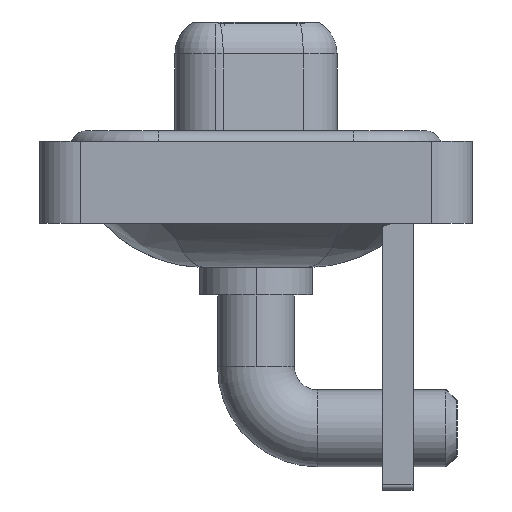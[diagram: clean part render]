
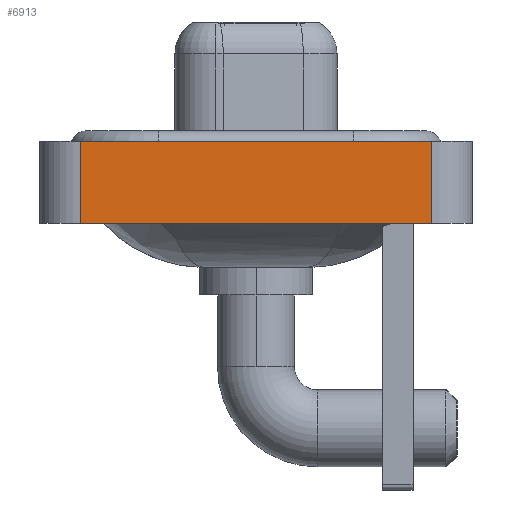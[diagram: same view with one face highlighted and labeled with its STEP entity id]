
A CAD part, left-side view. The second image highlights one B-rep face of the part: STEP entity #6913.
In plain terms, the highlighted planar face has unit normal (-1, 0, 0).
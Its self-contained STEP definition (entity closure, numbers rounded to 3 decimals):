
#2193 = ORIENTED_EDGE ( 'NONE', *, *, #10493, .T. ) ;
#3261 = VECTOR ( 'NONE', #10116, 1000. ) ;
#3264 = CARTESIAN_POINT ( 'NONE',  ( -7.25, -8.55, -3.6 ) ) ;
#3810 = VERTEX_POINT ( 'NONE', #16545 ) ;
#4548 = LINE ( 'NONE', #5899, #3261 ) ;
#4638 = DIRECTION ( 'NONE',  ( -1., 0., 0. ) ) ;
#5899 = CARTESIAN_POINT ( 'NONE',  ( -7.25, -8.55, 0.4 ) ) ;
#5960 = DIRECTION ( 'NONE',  ( 0., 0., 1. ) ) ;
#6456 = ORIENTED_EDGE ( 'NONE', *, *, #8793, .T. ) ;
#6913 = ADVANCED_FACE ( 'NONE', ( #8839 ), #15553, .T. ) ;
#6949 = VECTOR ( 'NONE', #12508, 1000. ) ;
#7171 = CARTESIAN_POINT ( 'NONE',  ( -7.25, -8.55, -3.6 ) ) ;
#7491 = CARTESIAN_POINT ( 'NONE',  ( -7.25, -8.55, -3.6 ) ) ;
#7823 = CARTESIAN_POINT ( 'NONE',  ( -7.25, -8.55, -3.6 ) ) ;
#8196 = VECTOR ( 'NONE', #5960, 1000. ) ;
#8516 = LINE ( 'NONE', #7171, #6949 ) ;
#8579 = LINE ( 'NONE', #8662, #12332 ) ;
#8662 = CARTESIAN_POINT ( 'NONE',  ( -7.25, 8.55, -3.6 ) ) ;
#8793 = EDGE_CURVE ( 'NONE', #3810, #13703, #8516, .T. ) ;
#8839 = FACE_OUTER_BOUND ( 'NONE', #12049, .T. ) ;
#9172 = EDGE_CURVE ( 'NONE', #13458, #16984, #4548, .T. ) ;
#9591 = LINE ( 'NONE', #3264, #8196 ) ;
#9746 = CARTESIAN_POINT ( 'NONE',  ( -7.25, -8.55, 0.4 ) ) ;
#10116 = DIRECTION ( 'NONE',  ( 0., -1., 0. ) ) ;
#10493 = EDGE_CURVE ( 'NONE', #13703, #16984, #9591, .T. ) ;
#12049 = EDGE_LOOP ( 'NONE', ( #2193, #14974, #16710, #6456 ) ) ;
#12186 = AXIS2_PLACEMENT_3D ( 'NONE', #7491, #4638, #14179 ) ;
#12332 = VECTOR ( 'NONE', #13099, 1000. ) ;
#12508 = DIRECTION ( 'NONE',  ( 0., -1., 0. ) ) ;
#13099 = DIRECTION ( 'NONE',  ( 0., 0., 1. ) ) ;
#13458 = VERTEX_POINT ( 'NONE', #15616 ) ;
#13703 = VERTEX_POINT ( 'NONE', #7823 ) ;
#14179 = DIRECTION ( 'NONE',  ( 0., 0., 1. ) ) ;
#14974 = ORIENTED_EDGE ( 'NONE', *, *, #9172, .F. ) ;
#15553 = PLANE ( 'NONE',  #12186 ) ;
#15616 = CARTESIAN_POINT ( 'NONE',  ( -7.25, 8.55, 0.4 ) ) ;
#16545 = CARTESIAN_POINT ( 'NONE',  ( -7.25, 8.55, -3.6 ) ) ;
#16710 = ORIENTED_EDGE ( 'NONE', *, *, #17036, .F. ) ;
#16984 = VERTEX_POINT ( 'NONE', #9746 ) ;
#17036 = EDGE_CURVE ( 'NONE', #3810, #13458, #8579, .T. ) ;
